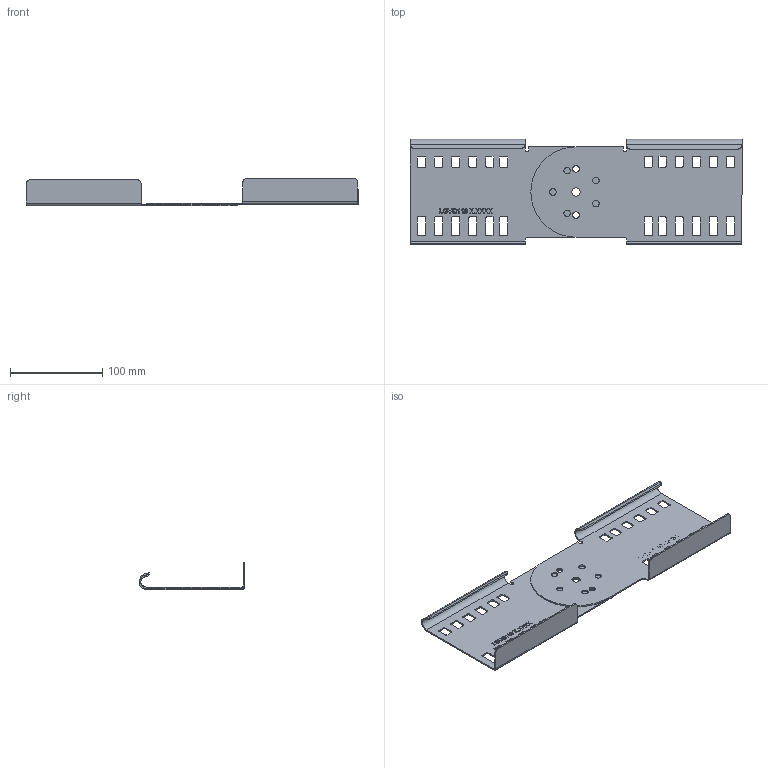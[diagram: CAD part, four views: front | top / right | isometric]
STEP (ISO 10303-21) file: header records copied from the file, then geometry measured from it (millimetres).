
FILE_DESCRIPTION((''),'2;1');
FILE_NAME('6216653_ASM','2012-10-02T',('AndreasKeweloh'),(''),'PRO/ENGINEER BY PARAMETRIC TECHNOLOGY CORPORATION, 2012230','PRO/ENGINEER BY PARAMETRIC TECHNOLOGY CORPORATION, 2012230','');
FILE_SCHEMA(('CONFIG_CONTROL_DESIGN'));
Length unit declared in the file: millimetre
Products named in the file (3): KTS_07_026-025; KTS_07_026-026; 6216653_ASM
Assembly tree (2 placements, depth 2):
  6216653_ASM
    KTS_07_026-025
    KTS_07_026-026
Bounding box: 360 x 113.99 x 30 mm (x, y, z)
Volume: 80092.5 mm3; surface area: 111654.6 mm2
Topology: 2 solids, 2 shells, 625 faces, 1748 edges, 1155 vertices
Faces by surface type: plane 362, cylinder 161, extrusion 98, bspline 4
Entity records: 23655 total; most frequent: CARTESIAN_POINT 7399, ORIENTED_EDGE 3496, DIRECTION 3037, EDGE_CURVE 1748, VECTOR 1319, LINE 1221, VERTEX_POINT 1155, AXIS2_PLACEMENT_3D 859
